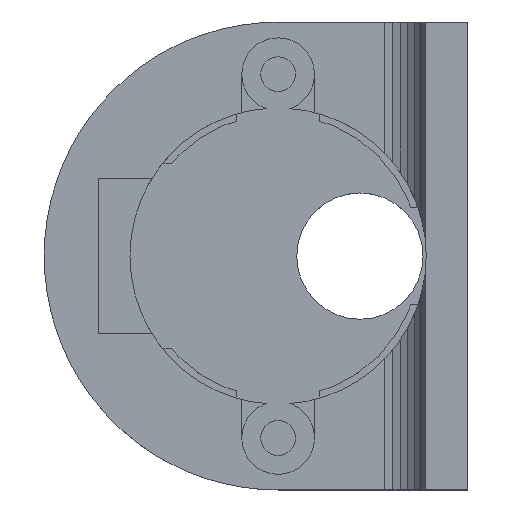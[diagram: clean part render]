
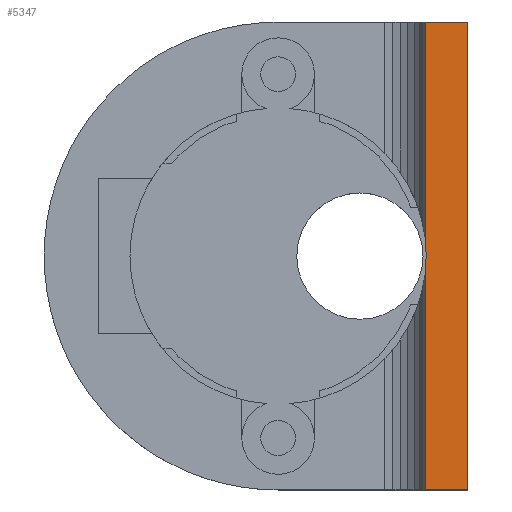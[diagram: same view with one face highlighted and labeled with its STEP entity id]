
A CAD part, top view. The second image highlights one B-rep face of the part: STEP entity #5347.
In plain terms, the highlighted planar face has unit normal (0, 0, 1).
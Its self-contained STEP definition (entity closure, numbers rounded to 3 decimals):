
#32 = PLANE('',#33);
#33 = AXIS2_PLACEMENT_3D('',#34,#35,#36);
#34 = CARTESIAN_POINT('',(11.03,-22.5,2.077));
#35 = DIRECTION('',(0.,-1.,0.));
#36 = DIRECTION('',(0.,0.,-1.));
#85 = VERTEX_POINT('',#86);
#86 = CARTESIAN_POINT('',(18.25,-22.5,14.));
#100 = PLANE('',#101);
#101 = AXIS2_PLACEMENT_3D('',#102,#103,#104);
#102 = CARTESIAN_POINT('',(18.25,-22.5,14.));
#103 = DIRECTION('',(-1.,0.,0.));
#104 = DIRECTION('',(0.,0.,-1.));
#112 = EDGE_CURVE('',#113,#85,#115,.T.);
#113 = VERTEX_POINT('',#114);
#114 = CARTESIAN_POINT('',(14.2,-22.5,14.));
#115 = SURFACE_CURVE('',#116,(#120,#127),.PCURVE_S1.);
#116 = LINE('',#117,#118);
#117 = CARTESIAN_POINT('',(14.2,-22.5,14.));
#118 = VECTOR('',#119,1.);
#119 = DIRECTION('',(1.,0.,0.));
#120 = PCURVE('',#32,#121);
#121 = DEFINITIONAL_REPRESENTATION('',(#122),#126);
#122 = LINE('',#123,#124);
#123 = CARTESIAN_POINT('',(-11.923,3.17));
#124 = VECTOR('',#125,1.);
#125 = DIRECTION('',(0.,1.));
#126 = ( GEOMETRIC_REPRESENTATION_CONTEXT(2) 
PARAMETRIC_REPRESENTATION_CONTEXT() REPRESENTATION_CONTEXT('2D SPACE',''
  ) );
#127 = PCURVE('',#128,#133);
#128 = PLANE('',#129);
#129 = AXIS2_PLACEMENT_3D('',#130,#131,#132);
#130 = CARTESIAN_POINT('',(14.2,22.5,14.));
#131 = DIRECTION('',(0.,0.,-1.));
#132 = DIRECTION('',(1.,0.,0.));
#133 = DEFINITIONAL_REPRESENTATION('',(#134),#138);
#134 = LINE('',#135,#136);
#135 = CARTESIAN_POINT('',(0.,45.));
#136 = VECTOR('',#137,1.);
#137 = DIRECTION('',(1.,0.));
#138 = ( GEOMETRIC_REPRESENTATION_CONTEXT(2) 
PARAMETRIC_REPRESENTATION_CONTEXT() REPRESENTATION_CONTEXT('2D SPACE',''
  ) );
#156 = PLANE('',#157);
#157 = AXIS2_PLACEMENT_3D('',#158,#159,#160);
#158 = CARTESIAN_POINT('',(14.2,22.5,14.));
#159 = DIRECTION('',(1.,0.,0.));
#160 = DIRECTION('',(0.,0.,-1.));
#2371 = PLANE('',#2372);
#2372 = AXIS2_PLACEMENT_3D('',#2373,#2374,#2375);
#2373 = CARTESIAN_POINT('',(18.25,22.5,14.));
#2374 = DIRECTION('',(0.,-1.,0.));
#2375 = DIRECTION('',(-1.,0.,0.));
#3474 = EDGE_CURVE('',#3475,#85,#3477,.T.);
#3475 = VERTEX_POINT('',#3476);
#3476 = CARTESIAN_POINT('',(18.25,22.5,14.));
#3477 = SURFACE_CURVE('',#3478,(#3482,#3489),.PCURVE_S1.);
#3478 = LINE('',#3479,#3480);
#3479 = CARTESIAN_POINT('',(18.25,22.5,14.));
#3480 = VECTOR('',#3481,1.);
#3481 = DIRECTION('',(0.,-1.,0.));
#3482 = PCURVE('',#100,#3483);
#3483 = DEFINITIONAL_REPRESENTATION('',(#3484),#3488);
#3484 = LINE('',#3485,#3486);
#3485 = CARTESIAN_POINT('',(0.,-45.));
#3486 = VECTOR('',#3487,1.);
#3487 = DIRECTION('',(0.,1.));
#3488 = ( GEOMETRIC_REPRESENTATION_CONTEXT(2) 
PARAMETRIC_REPRESENTATION_CONTEXT() REPRESENTATION_CONTEXT('2D SPACE',''
  ) );
#3489 = PCURVE('',#128,#3490);
#3490 = DEFINITIONAL_REPRESENTATION('',(#3491),#3495);
#3491 = LINE('',#3492,#3493);
#3492 = CARTESIAN_POINT('',(4.05,0.));
#3493 = VECTOR('',#3494,1.);
#3494 = DIRECTION('',(0.,1.));
#3495 = ( GEOMETRIC_REPRESENTATION_CONTEXT(2) 
PARAMETRIC_REPRESENTATION_CONTEXT() REPRESENTATION_CONTEXT('2D SPACE',''
  ) );
#5347 = ADVANCED_FACE('',(#5348),#128,.F.);
#5348 = FACE_BOUND('',#5349,.F.);
#5349 = EDGE_LOOP('',(#5350,#5378,#5404,#5432,#5453,#5454,#5455));
#5350 = ORIENTED_EDGE('',*,*,#5351,.T.);
#5351 = EDGE_CURVE('',#5352,#5354,#5356,.T.);
#5352 = VERTEX_POINT('',#5353);
#5353 = CARTESIAN_POINT('',(14.2,-0.795,14.));
#5354 = VERTEX_POINT('',#5355);
#5355 = CARTESIAN_POINT('',(14.25,0.,14.));
#5356 = SURFACE_CURVE('',#5357,(#5361,#5367),.PCURVE_S1.);
#5357 = LINE('',#5358,#5359);
#5358 = CARTESIAN_POINT('',(14.899,10.311,14.));
#5359 = VECTOR('',#5360,1.);
#5360 = DIRECTION('',(0.063,0.998,
    0.));
#5361 = PCURVE('',#128,#5362);
#5362 = DEFINITIONAL_REPRESENTATION('',(#5363),#5366);
#5363 = B_SPLINE_CURVE_WITH_KNOTS('',1,(#5364,#5365),.UNSPECIFIED.,.F.,
  .F.,(2,2),(-11.128,-10.331),.PIECEWISE_BEZIER_KNOTS.);
#5364 = CARTESIAN_POINT('',(0.,23.295));
#5365 = CARTESIAN_POINT('',(0.05,22.5));
#5366 = ( GEOMETRIC_REPRESENTATION_CONTEXT(2) 
PARAMETRIC_REPRESENTATION_CONTEXT() REPRESENTATION_CONTEXT('2D SPACE',''
  ) );
#5367 = PCURVE('',#5368,#5373);
#5368 = PLANE('',#5369);
#5369 = AXIS2_PLACEMENT_3D('',#5370,#5371,#5372);
#5370 = CARTESIAN_POINT('',(14.138,-1.786,1.6));
#5371 = DIRECTION('',(-0.998,0.063,
    0.));
#5372 = DIRECTION('',(0.063,0.998,
    0.));
#5373 = DEFINITIONAL_REPRESENTATION('',(#5374),#5377);
#5374 = B_SPLINE_CURVE_WITH_KNOTS('',1,(#5375,#5376),.UNSPECIFIED.,.F.,
  .F.,(2,2),(-11.128,-10.331),.PIECEWISE_BEZIER_KNOTS.);
#5375 = CARTESIAN_POINT('',(0.993,-12.4));
#5376 = CARTESIAN_POINT('',(1.79,-12.4));
#5377 = ( GEOMETRIC_REPRESENTATION_CONTEXT(2) 
PARAMETRIC_REPRESENTATION_CONTEXT() REPRESENTATION_CONTEXT('2D SPACE',''
  ) );
#5378 = ORIENTED_EDGE('',*,*,#5379,.T.);
#5379 = EDGE_CURVE('',#5354,#5380,#5382,.T.);
#5380 = VERTEX_POINT('',#5381);
#5381 = CARTESIAN_POINT('',(14.2,0.795,14.));
#5382 = SURFACE_CURVE('',#5383,(#5387,#5393),.PCURVE_S1.);
#5383 = LINE('',#5384,#5385);
#5384 = CARTESIAN_POINT('',(13.545,11.207,14.));
#5385 = VECTOR('',#5386,1.);
#5386 = DIRECTION('',(-0.063,0.998,
    0.));
#5387 = PCURVE('',#128,#5388);
#5388 = DEFINITIONAL_REPRESENTATION('',(#5389),#5392);
#5389 = B_SPLINE_CURVE_WITH_KNOTS('',1,(#5390,#5391),.UNSPECIFIED.,.F.,
  .F.,(2,2),(-11.229,-10.433),.PIECEWISE_BEZIER_KNOTS.);
#5390 = CARTESIAN_POINT('',(0.05,22.5));
#5391 = CARTESIAN_POINT('',(0.,21.705));
#5392 = ( GEOMETRIC_REPRESENTATION_CONTEXT(2) 
PARAMETRIC_REPRESENTATION_CONTEXT() REPRESENTATION_CONTEXT('2D SPACE',''
  ) );
#5393 = PCURVE('',#5394,#5399);
#5394 = PLANE('',#5395);
#5395 = AXIS2_PLACEMENT_3D('',#5396,#5397,#5398);
#5396 = CARTESIAN_POINT('',(14.25,0.,1.6));
#5397 = DIRECTION('',(-0.998,-0.063,
    0.));
#5398 = DIRECTION('',(-0.063,0.998,
    0.));
#5399 = DEFINITIONAL_REPRESENTATION('',(#5400),#5403);
#5400 = B_SPLINE_CURVE_WITH_KNOTS('',1,(#5401,#5402),.UNSPECIFIED.,.F.,
  .F.,(2,2),(-11.229,-10.433),.PIECEWISE_BEZIER_KNOTS.);
#5401 = CARTESIAN_POINT('',(0.,-12.4));
#5402 = CARTESIAN_POINT('',(0.796,-12.4));
#5403 = ( GEOMETRIC_REPRESENTATION_CONTEXT(2) 
PARAMETRIC_REPRESENTATION_CONTEXT() REPRESENTATION_CONTEXT('2D SPACE',''
  ) );
#5404 = ORIENTED_EDGE('',*,*,#5405,.F.);
#5405 = EDGE_CURVE('',#5406,#5380,#5408,.T.);
#5406 = VERTEX_POINT('',#5407);
#5407 = CARTESIAN_POINT('',(14.2,22.5,14.));
#5408 = SURFACE_CURVE('',#5409,(#5413,#5420),.PCURVE_S1.);
#5409 = LINE('',#5410,#5411);
#5410 = CARTESIAN_POINT('',(14.2,22.5,14.));
#5411 = VECTOR('',#5412,1.);
#5412 = DIRECTION('',(0.,-1.,0.));
#5413 = PCURVE('',#128,#5414);
#5414 = DEFINITIONAL_REPRESENTATION('',(#5415),#5419);
#5415 = LINE('',#5416,#5417);
#5416 = CARTESIAN_POINT('',(0.,0.));
#5417 = VECTOR('',#5418,1.);
#5418 = DIRECTION('',(0.,1.));
#5419 = ( GEOMETRIC_REPRESENTATION_CONTEXT(2) 
PARAMETRIC_REPRESENTATION_CONTEXT() REPRESENTATION_CONTEXT('2D SPACE',''
  ) );
#5420 = PCURVE('',#5421,#5426);
#5421 = PLANE('',#5422);
#5422 = AXIS2_PLACEMENT_3D('',#5423,#5424,#5425);
#5423 = CARTESIAN_POINT('',(14.2,22.5,14.));
#5424 = DIRECTION('',(1.,0.,0.));
#5425 = DIRECTION('',(0.,0.,-1.));
#5426 = DEFINITIONAL_REPRESENTATION('',(#5427),#5431);
#5427 = LINE('',#5428,#5429);
#5428 = CARTESIAN_POINT('',(0.,0.));
#5429 = VECTOR('',#5430,1.);
#5430 = DIRECTION('',(0.,-1.));
#5431 = ( GEOMETRIC_REPRESENTATION_CONTEXT(2) 
PARAMETRIC_REPRESENTATION_CONTEXT() REPRESENTATION_CONTEXT('2D SPACE',''
  ) );
#5432 = ORIENTED_EDGE('',*,*,#5433,.T.);
#5433 = EDGE_CURVE('',#5406,#3475,#5434,.T.);
#5434 = SURFACE_CURVE('',#5435,(#5439,#5446),.PCURVE_S1.);
#5435 = LINE('',#5436,#5437);
#5436 = CARTESIAN_POINT('',(14.2,22.5,14.));
#5437 = VECTOR('',#5438,1.);
#5438 = DIRECTION('',(1.,0.,0.));
#5439 = PCURVE('',#128,#5440);
#5440 = DEFINITIONAL_REPRESENTATION('',(#5441),#5445);
#5441 = LINE('',#5442,#5443);
#5442 = CARTESIAN_POINT('',(0.,0.));
#5443 = VECTOR('',#5444,1.);
#5444 = DIRECTION('',(1.,0.));
#5445 = ( GEOMETRIC_REPRESENTATION_CONTEXT(2) 
PARAMETRIC_REPRESENTATION_CONTEXT() REPRESENTATION_CONTEXT('2D SPACE',''
  ) );
#5446 = PCURVE('',#2371,#5447);
#5447 = DEFINITIONAL_REPRESENTATION('',(#5448),#5452);
#5448 = LINE('',#5449,#5450);
#5449 = CARTESIAN_POINT('',(4.05,-0.));
#5450 = VECTOR('',#5451,1.);
#5451 = DIRECTION('',(-1.,0.));
#5452 = ( GEOMETRIC_REPRESENTATION_CONTEXT(2) 
PARAMETRIC_REPRESENTATION_CONTEXT() REPRESENTATION_CONTEXT('2D SPACE',''
  ) );
#5453 = ORIENTED_EDGE('',*,*,#3474,.T.);
#5454 = ORIENTED_EDGE('',*,*,#112,.F.);
#5455 = ORIENTED_EDGE('',*,*,#5456,.F.);
#5456 = EDGE_CURVE('',#5352,#113,#5457,.T.);
#5457 = SURFACE_CURVE('',#5458,(#5462,#5469),.PCURVE_S1.);
#5458 = LINE('',#5459,#5460);
#5459 = CARTESIAN_POINT('',(14.2,22.5,14.));
#5460 = VECTOR('',#5461,1.);
#5461 = DIRECTION('',(0.,-1.,0.));
#5462 = PCURVE('',#128,#5463);
#5463 = DEFINITIONAL_REPRESENTATION('',(#5464),#5468);
#5464 = LINE('',#5465,#5466);
#5465 = CARTESIAN_POINT('',(0.,0.));
#5466 = VECTOR('',#5467,1.);
#5467 = DIRECTION('',(0.,1.));
#5468 = ( GEOMETRIC_REPRESENTATION_CONTEXT(2) 
PARAMETRIC_REPRESENTATION_CONTEXT() REPRESENTATION_CONTEXT('2D SPACE',''
  ) );
#5469 = PCURVE('',#156,#5470);
#5470 = DEFINITIONAL_REPRESENTATION('',(#5471),#5475);
#5471 = LINE('',#5472,#5473);
#5472 = CARTESIAN_POINT('',(0.,0.));
#5473 = VECTOR('',#5474,1.);
#5474 = DIRECTION('',(0.,-1.));
#5475 = ( GEOMETRIC_REPRESENTATION_CONTEXT(2) 
PARAMETRIC_REPRESENTATION_CONTEXT() REPRESENTATION_CONTEXT('2D SPACE',''
  ) );
